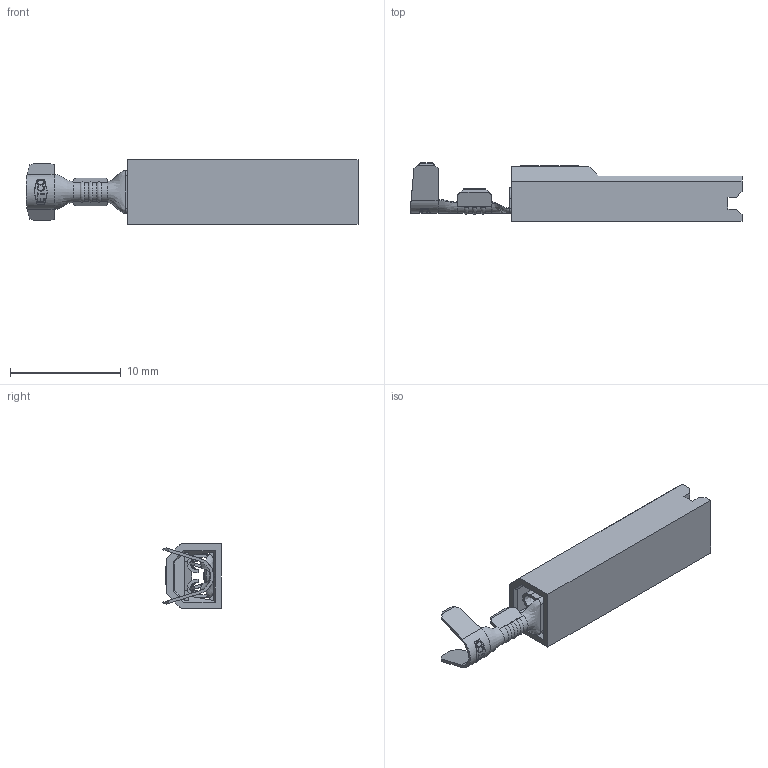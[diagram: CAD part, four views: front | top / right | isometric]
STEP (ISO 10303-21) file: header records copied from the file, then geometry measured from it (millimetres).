
FILE_DESCRIPTION (( 'STEP AP203' ), '1' );
FILE_NAME ('30230.STEP', '2015-01-29T18:47:13', ( '' ), ( '' ), 'SwSTEP 2.0', 'SolidWorks 2014', '' );
FILE_SCHEMA (( 'CONFIG_CONTROL_DESIGN' ));
Length unit declared in the file: inch
Products named in the file (3): D60N & D62N_D60N without carrier; P-14; 30230
Assembly tree (2 placements, depth 2):
  30230
    D60N & D62N_D60N without carrier
    P-14
Bounding box: 30.04 x 5.27 x 5.84 mm (x, y, z)
Volume: 289.7 mm3; surface area: 1029.2 mm2
Topology: 3 solids, 3 shells, 353 faces, 954 edges, 610 vertices
Faces by surface type: plane 199, bspline 92, cylinder 40, torus 8, cone 8, sphere 6
Entity records: 16209 total; most frequent: CARTESIAN_POINT 7852, ORIENTED_EDGE 1888, DIRECTION 1311, EDGE_CURVE 944, VERTEX_POINT 610, LINE 571, VECTOR 571, EDGE_LOOP 370
